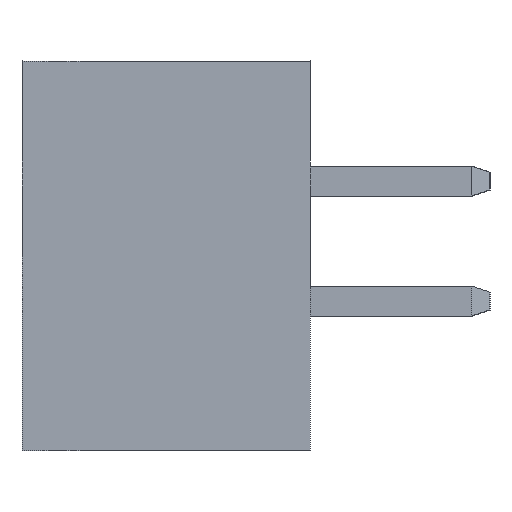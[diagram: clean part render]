
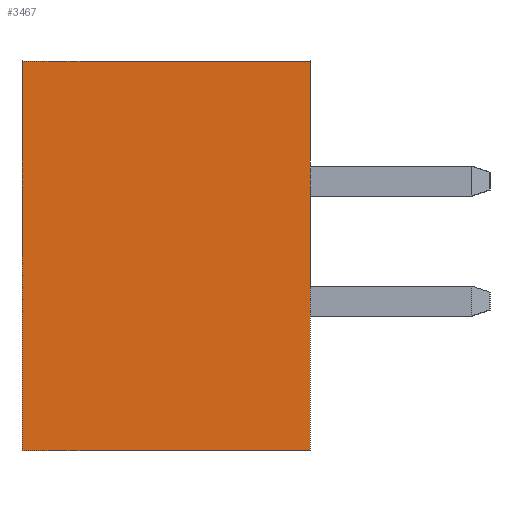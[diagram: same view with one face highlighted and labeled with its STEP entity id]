
A CAD part, left-side view. The second image highlights one B-rep face of the part: STEP entity #3467.
In plain terms, the highlighted planar face has unit normal (-1, 0, 0).
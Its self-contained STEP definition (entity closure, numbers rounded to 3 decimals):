
#130=CARTESIAN_POINT('',(203.2,121.92,0.));
#131=VERTEX_POINT('',#130);
#141=CARTESIAN_POINT('',(203.2,0.,0.));
#142=VERTEX_POINT('',#141);
#143=CARTESIAN_POINT('',(203.2,121.92,0.));
#144=CARTESIAN_POINT('',(203.2,97.536,0.));
#145=CARTESIAN_POINT('',(203.2,73.152,0.));
#146=CARTESIAN_POINT('',(203.2,48.768,0.));
#147=CARTESIAN_POINT('',(203.2,24.384,0.));
#148=CARTESIAN_POINT('',(203.2,0.,0.));
#149=B_SPLINE_CURVE_WITH_KNOTS('',5,(#143,#144,#145,#146,#147,#148),.UNSPECIFIED.,.F.,.U.,(6,6),(0.,4.8),.UNSPECIFIED.);
#150=EDGE_CURVE('',#131,#142,#149,.T.);
#3354=CARTESIAN_POINT('',(203.2,121.92,-165.1));
#3355=VERTEX_POINT('',#3354);
#3365=CARTESIAN_POINT('',(203.2,121.92,-165.1));
#3366=CARTESIAN_POINT('',(203.2,121.92,-132.08));
#3367=CARTESIAN_POINT('',(203.2,121.92,-99.06));
#3368=CARTESIAN_POINT('',(203.2,121.92,-66.04));
#3369=CARTESIAN_POINT('',(203.2,121.92,-33.02));
#3370=CARTESIAN_POINT('',(203.2,121.92,0.));
#3371=B_SPLINE_CURVE_WITH_KNOTS('',5,(#3365,#3366,#3367,#3368,#3369,#3370),.UNSPECIFIED.,.F.,.U.,(6,6),(0.,6.5),.UNSPECIFIED.);
#3372=EDGE_CURVE('',#3355,#131,#3371,.T.);
#3438=CARTESIAN_POINT('',(203.2,60.96,-82.55));
#3439=DIRECTION('',(0.,0.,1.));
#3440=DIRECTION('',(-1.,0.,0.));
#3441=AXIS2_PLACEMENT_3D('',#3438,#3440,#3439);
#3442=PLANE('',#3441);
#3443=ORIENTED_EDGE('',*,*,#150,.F.);
#3444=ORIENTED_EDGE('',*,*,#3372,.F.);
#3445=CARTESIAN_POINT('',(203.2,0.,-165.1));
#3446=VERTEX_POINT('',#3445);
#3447=CARTESIAN_POINT('',(203.2,121.92,-165.1));
#3448=CARTESIAN_POINT('',(203.2,97.536,-165.1));
#3449=CARTESIAN_POINT('',(203.2,73.152,-165.1));
#3450=CARTESIAN_POINT('',(203.2,48.768,-165.1));
#3451=CARTESIAN_POINT('',(203.2,24.384,-165.1));
#3452=CARTESIAN_POINT('',(203.2,0.,-165.1));
#3453=B_SPLINE_CURVE_WITH_KNOTS('',5,(#3447,#3448,#3449,#3450,#3451,#3452),.UNSPECIFIED.,.F.,.U.,(6,6),(0.,4.8),.UNSPECIFIED.);
#3454=EDGE_CURVE('',#3355,#3446,#3453,.T.);
#3455=ORIENTED_EDGE('',*,*,#3454,.T.);
#3456=CARTESIAN_POINT('',(203.2,0.,-165.1));
#3457=CARTESIAN_POINT('',(203.2,0.,-132.08));
#3458=CARTESIAN_POINT('',(203.2,0.,-99.06));
#3459=CARTESIAN_POINT('',(203.2,0.,-66.04));
#3460=CARTESIAN_POINT('',(203.2,0.,-33.02));
#3461=CARTESIAN_POINT('',(203.2,0.,0.));
#3462=B_SPLINE_CURVE_WITH_KNOTS('',5,(#3456,#3457,#3458,#3459,#3460,#3461),.UNSPECIFIED.,.F.,.U.,(6,6),(0.,6.5),.UNSPECIFIED.);
#3463=EDGE_CURVE('',#3446,#142,#3462,.T.);
#3464=ORIENTED_EDGE('',*,*,#3463,.T.);
#3465=EDGE_LOOP('',(#3443,#3444,#3455,#3464));
#3466=FACE_OUTER_BOUND('',#3465,.T.);
#3467=ADVANCED_FACE('',(#3466),#3442,.T.);
